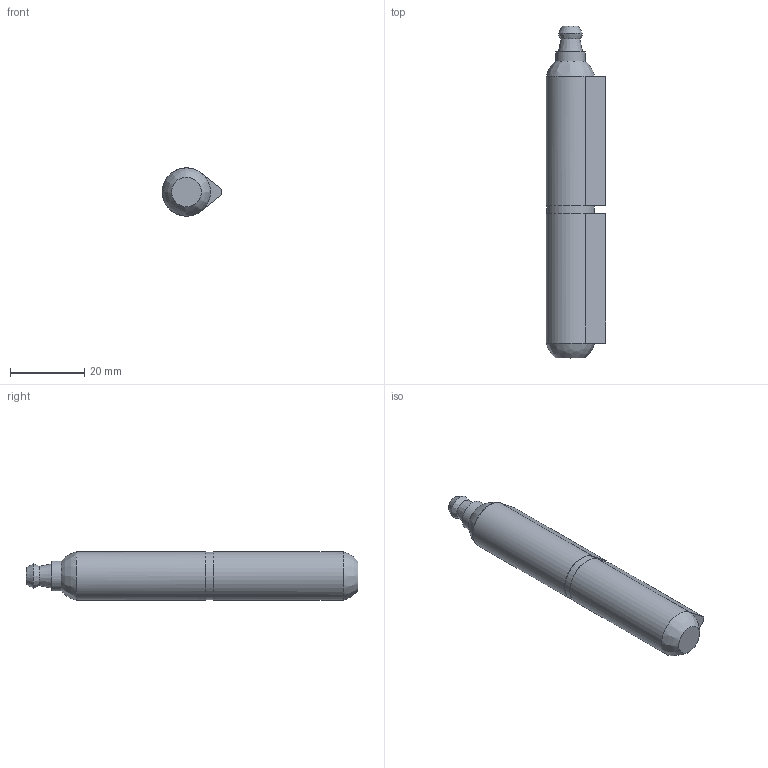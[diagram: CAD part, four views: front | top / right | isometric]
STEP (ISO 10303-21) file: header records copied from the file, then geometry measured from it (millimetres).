
FILE_DESCRIPTION( ( 'STEP AP214' ), '1' );
FILE_NAME( 'K0984.1130800120.stp', '2020-12-10T09:10:43', ( '' ), ( '' ), ' ', 'PARTsolutions', ' ' );
FILE_SCHEMA( ( 'AUTOMOTIVE_DESIGN { 1 0 10303 214 1 1 1 1 }' ) );
Length unit declared in the file: millimetre
Products named in the file (1): _K0984.1130800120
Bounding box: 16 x 89.5 x 13 mm (x, y, z)
Volume: 11585.4 mm3; surface area: 4036 mm2
Topology: 1 solids, 2 shells, 26 faces, 51 edges, 32 vertices
Faces by surface type: plane 14, cylinder 5, cone 4, bspline 3
Full cylindrical faces by diameter (mm): 8 x2, 12.8 x1
Entity records: 883 total; most frequent: CARTESIAN_POINT 176, DIRECTION 104, ORIENTED_EDGE 76, AXIS2_PLACEMENT_3D 42, EDGE_LOOP 39, EDGE_CURVE 38, FACE_OUTER_BOUND 32, VERTEX_POINT 30
